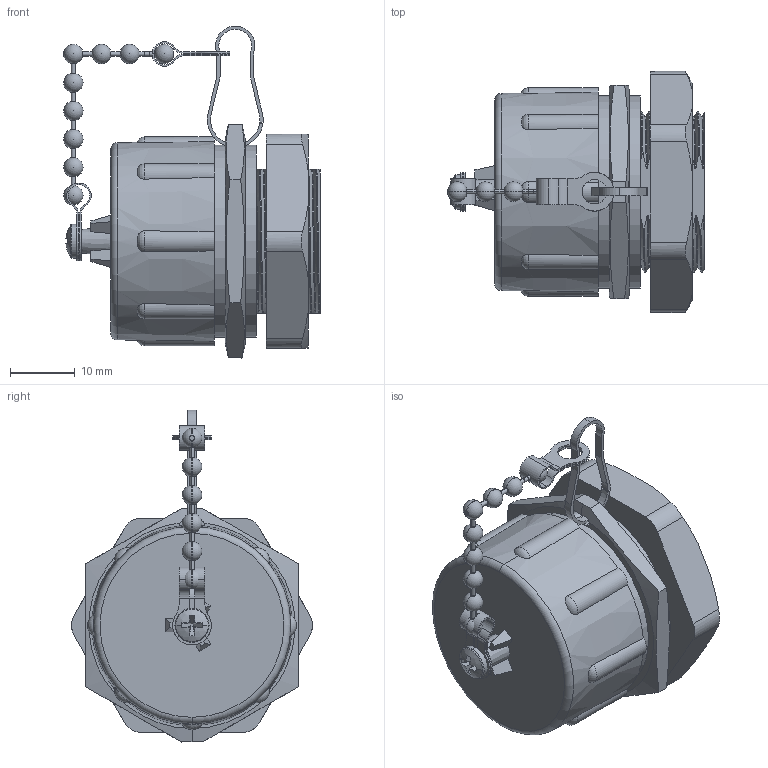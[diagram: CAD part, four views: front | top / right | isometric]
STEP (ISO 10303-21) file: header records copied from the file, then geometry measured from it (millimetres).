
FILE_DESCRIPTION (( 'STEP AP214' ), '1' );
FILE_NAME ('VHC00029.STEP', '2019-03-07T18:39:42', ( '' ), ( '' ), 'SwSTEP 2.0', 'SolidWorks 2017', '' );
FILE_SCHEMA (( 'AUTOMOTIVE_DESIGN' ));
Length unit declared in the file: inch
Products named in the file (10): VHC00029; WPBH-MA2; WPUSB-CVR-MA4; WPUSB-CVR-MA2_Closed; SP9392-MA3; HDMI_FEMALE; WPBH-MA7; VHC00029-MA1; WPBH-MA6; WPBH-MA4
Assembly tree (20 placements, depth 2):
  VHC00029
    VHC00029-MA1
    WPBH-MA4  x2
    WPBH-MA2
    WPBH-MA6
    WPUSB-CVR-MA2_Closed  x2
    WPUSB-CVR-MA4
    WPBH-MA7
    SP9392-MA3  x9
    HDMI_FEMALE  x2
Bounding box: 39.67 x 37.27 x 51.31 mm (x, y, z)
Volume: 20776.2 mm3; surface area: 17650.3 mm2
Topology: 20 solids, 20 shells, 1263 faces, 3575 edges, 2348 vertices
Faces by surface type: plane 769, cylinder 348, bspline 63, cone 51, sphere 20, torus 12
Entity records: 79645 total; most frequent: CARTESIAN_POINT 59388, ORIENTED_EDGE 4154, DIRECTION 3519, EDGE_CURVE 2077, VERTEX_POINT 1362, LINE 1311, VECTOR 1311, AXIS2_PLACEMENT_3D 1104
